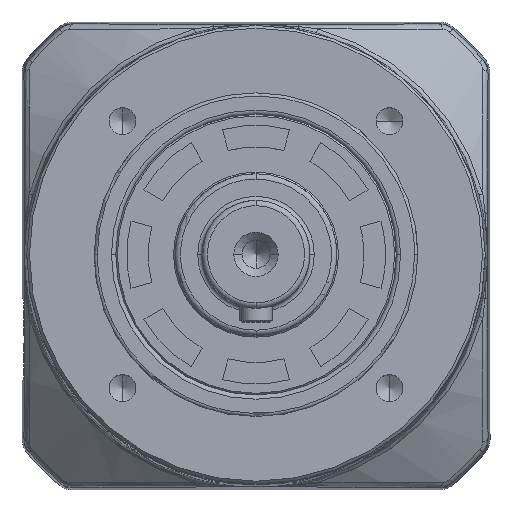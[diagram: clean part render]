
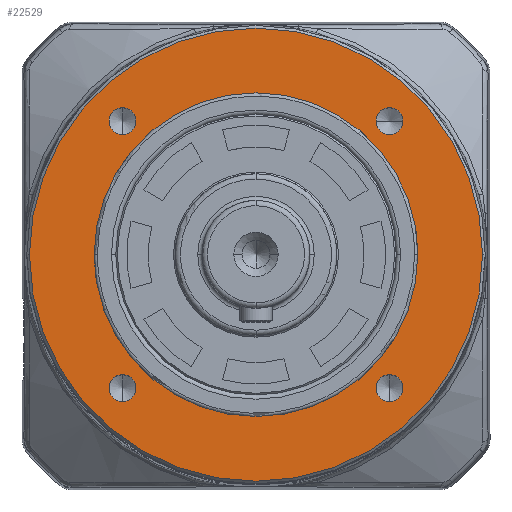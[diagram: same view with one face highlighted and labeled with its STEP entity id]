
A CAD part, top view. The second image highlights one B-rep face of the part: STEP entity #22529.
In plain terms, the highlighted planar face has unit normal (0, 0, 1).
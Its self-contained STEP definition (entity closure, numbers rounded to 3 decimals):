
#53 = ORIENTED_EDGE ( 'NONE', *, *, #26097, .T. ) ;
#1402 = VERTEX_POINT ( 'NONE', #42889 ) ;
#1567 = EDGE_CURVE ( 'NONE', #25823, #24379, #11824, .T. ) ;
#2028 = EDGE_CURVE ( 'NONE', #24379, #25823, #27089, .T. ) ;
#2512 = CARTESIAN_POINT ( 'NONE',  ( 30., 0., 41.5 ) ) ;
#3074 = AXIS2_PLACEMENT_3D ( 'NONE', #23757, #23710, #23652 ) ;
#4381 = FACE_BOUND ( 'NONE', #41858, .T. ) ;
#5662 = VERTEX_POINT ( 'NONE', #15016 ) ;
#7113 = ORIENTED_EDGE ( 'NONE', *, *, #21267, .T. ) ;
#7192 = VERTEX_POINT ( 'NONE', #16515 ) ;
#7883 = EDGE_CURVE ( 'NONE', #46341, #42865, #8715, .T. ) ;
#8715 = CIRCLE ( 'NONE', #9517, 2.5 ) ;
#9086 = DIRECTION ( 'NONE',  ( 1., 0., 0. ) ) ;
#9140 = DIRECTION ( 'NONE',  ( 0., 0., -1. ) ) ;
#9176 = CARTESIAN_POINT ( 'NONE',  ( 24.749, -24.749, 41.5 ) ) ;
#9197 = AXIS2_PLACEMENT_3D ( 'NONE', #22702, #22691, #22627 ) ;
#9517 = AXIS2_PLACEMENT_3D ( 'NONE', #23519, #23503, #23461 ) ;
#9542 = EDGE_CURVE ( 'NONE', #1402, #7192, #13091, .T. ) ;
#9824 = FACE_BOUND ( 'NONE', #44758, .T. ) ;
#9915 = EDGE_CURVE ( 'NONE', #28488, #12584, #20427, .T. ) ;
#10025 = CIRCLE ( 'NONE', #9197, 2.5 ) ;
#10519 = ORIENTED_EDGE ( 'NONE', *, *, #2028, .T. ) ;
#10544 = CIRCLE ( 'NONE', #3074, 2.5 ) ;
#11294 = AXIS2_PLACEMENT_3D ( 'NONE', #48253, #48247, #48203 ) ;
#11326 = CARTESIAN_POINT ( 'NONE',  ( 42., 0., 41.5 ) ) ;
#11824 = CIRCLE ( 'NONE', #39910, 30. ) ;
#12584 = VERTEX_POINT ( 'NONE', #47420 ) ;
#13091 = CIRCLE ( 'NONE', #24250, 2.5 ) ;
#14441 = EDGE_CURVE ( 'NONE', #7192, #1402, #10544, .T. ) ;
#14451 = DIRECTION ( 'NONE',  ( 1., 0., 0. ) ) ;
#14558 = DIRECTION ( 'NONE',  ( 0., 0., -1. ) ) ;
#14616 = CARTESIAN_POINT ( 'NONE',  ( -24.749, -24.749, 41.5 ) ) ;
#15016 = CARTESIAN_POINT ( 'NONE',  ( -27.249, 24.749, 41.5 ) ) ;
#16327 = EDGE_CURVE ( 'NONE', #5662, #26100, #35446, .T. ) ;
#16515 = CARTESIAN_POINT ( 'NONE',  ( 27.249, 24.749, 41.5 ) ) ;
#16881 = ORIENTED_EDGE ( 'NONE', *, *, #44509, .F. ) ;
#17756 = ORIENTED_EDGE ( 'NONE', *, *, #9915, .T. ) ;
#18699 = DIRECTION ( 'NONE',  ( 1., 0., 0. ) ) ;
#18753 = DIRECTION ( 'NONE',  ( 0., 0., -1. ) ) ;
#18763 = CARTESIAN_POINT ( 'NONE',  ( 24.749, 24.749, 41.5 ) ) ;
#19904 = CARTESIAN_POINT ( 'NONE',  ( -22.249, -24.749, 41.5 ) ) ;
#20015 = ORIENTED_EDGE ( 'NONE', *, *, #7883, .T. ) ;
#20427 = CIRCLE ( 'NONE', #36476, 2.5 ) ;
#20446 = DIRECTION ( 'NONE',  ( 0., 0., -1. ) ) ;
#21267 = EDGE_CURVE ( 'NONE', #42865, #46341, #21962, .T. ) ;
#21962 = CIRCLE ( 'NONE', #48827, 2.5 ) ;
#22529 = ADVANCED_FACE ( 'NONE', ( #4381, #38265, #26747, #9824, #27842, #38870 ), #45214, .T. ) ;
#22627 = DIRECTION ( 'NONE',  ( 1., 0., 0. ) ) ;
#22691 = DIRECTION ( 'NONE',  ( 0., 0., -1. ) ) ;
#22702 = CARTESIAN_POINT ( 'NONE',  ( -24.749, 24.749, 41.5 ) ) ;
#22963 = CIRCLE ( 'NONE', #11294, 42. ) ;
#23461 = DIRECTION ( 'NONE',  ( 1., 0., 0. ) ) ;
#23503 = DIRECTION ( 'NONE',  ( 0., 0., -1. ) ) ;
#23519 = CARTESIAN_POINT ( 'NONE',  ( -24.749, -24.749, 41.5 ) ) ;
#23652 = DIRECTION ( 'NONE',  ( 1., 0., 0. ) ) ;
#23710 = DIRECTION ( 'NONE',  ( 0., 0., -1. ) ) ;
#23757 = CARTESIAN_POINT ( 'NONE',  ( 24.749, 24.749, 41.5 ) ) ;
#23782 = DIRECTION ( 'NONE',  ( 1., 0., 0. ) ) ;
#23848 = DIRECTION ( 'NONE',  ( 0., 0., -1. ) ) ;
#23893 = CARTESIAN_POINT ( 'NONE',  ( 0., 0., 41.5 ) ) ;
#23932 = DIRECTION ( 'NONE',  ( 1., 0., 0. ) ) ;
#23942 = DIRECTION ( 'NONE',  ( 0., 0., -1. ) ) ;
#24004 = CARTESIAN_POINT ( 'NONE',  ( -24.749, 24.749, 41.5 ) ) ;
#24250 = AXIS2_PLACEMENT_3D ( 'NONE', #18763, #18753, #18699 ) ;
#24379 = VERTEX_POINT ( 'NONE', #46929 ) ;
#24411 = ORIENTED_EDGE ( 'NONE', *, *, #30364, .F. ) ;
#25823 = VERTEX_POINT ( 'NONE', #2512 ) ;
#25927 = CIRCLE ( 'NONE', #28786, 2.5 ) ;
#26052 = VERTEX_POINT ( 'NONE', #43907 ) ;
#26097 = EDGE_CURVE ( 'NONE', #12584, #28488, #25927, .T. ) ;
#26100 = VERTEX_POINT ( 'NONE', #43798 ) ;
#26212 = AXIS2_PLACEMENT_3D ( 'NONE', #45034, #44859, #44828 ) ;
#26747 = FACE_BOUND ( 'NONE', #46406, .T. ) ;
#27089 = CIRCLE ( 'NONE', #32681, 30. ) ;
#27215 = ORIENTED_EDGE ( 'NONE', *, *, #14441, .T. ) ;
#27629 = AXIS2_PLACEMENT_3D ( 'NONE', #43772, #20446, #47694 ) ;
#27842 = FACE_OUTER_BOUND ( 'NONE', #45976, .T. ) ;
#28488 = VERTEX_POINT ( 'NONE', #39822 ) ;
#28786 = AXIS2_PLACEMENT_3D ( 'NONE', #42583, #42538, #42480 ) ;
#30364 = EDGE_CURVE ( 'NONE', #44298, #26052, #22963, .T. ) ;
#31287 = EDGE_CURVE ( 'NONE', #26100, #5662, #10025, .T. ) ;
#32681 = AXIS2_PLACEMENT_3D ( 'NONE', #23893, #23848, #23782 ) ;
#32989 = ORIENTED_EDGE ( 'NONE', *, *, #9542, .T. ) ;
#35446 = CIRCLE ( 'NONE', #49469, 2.5 ) ;
#36476 = AXIS2_PLACEMENT_3D ( 'NONE', #9176, #9140, #9086 ) ;
#38265 = FACE_BOUND ( 'NONE', #44667, .T. ) ;
#38870 = FACE_BOUND ( 'NONE', #40394, .T. ) ;
#39416 = DIRECTION ( 'NONE',  ( 1., 0., 0. ) ) ;
#39431 = DIRECTION ( 'NONE',  ( 0., 0., -1. ) ) ;
#39477 = CARTESIAN_POINT ( 'NONE',  ( 0., 0., 41.5 ) ) ;
#39773 = ORIENTED_EDGE ( 'NONE', *, *, #16327, .T. ) ;
#39822 = CARTESIAN_POINT ( 'NONE',  ( 22.249, -24.749, 41.5 ) ) ;
#39910 = AXIS2_PLACEMENT_3D ( 'NONE', #39477, #39431, #39416 ) ;
#40236 = CARTESIAN_POINT ( 'NONE',  ( -27.249, -24.749, 41.5 ) ) ;
#40394 = EDGE_LOOP ( 'NONE', ( #44753, #10519 ) ) ;
#40485 = CIRCLE ( 'NONE', #27629, 42. ) ;
#41858 = EDGE_LOOP ( 'NONE', ( #48825, #39773 ) ) ;
#42480 = DIRECTION ( 'NONE',  ( 1., 0., 0. ) ) ;
#42538 = DIRECTION ( 'NONE',  ( 0., 0., -1. ) ) ;
#42583 = CARTESIAN_POINT ( 'NONE',  ( 24.749, -24.749, 41.5 ) ) ;
#42865 = VERTEX_POINT ( 'NONE', #40236 ) ;
#42889 = CARTESIAN_POINT ( 'NONE',  ( 22.249, 24.749, 41.5 ) ) ;
#43772 = CARTESIAN_POINT ( 'NONE',  ( 0., 0., 41.5 ) ) ;
#43798 = CARTESIAN_POINT ( 'NONE',  ( -22.249, 24.749, 41.5 ) ) ;
#43907 = CARTESIAN_POINT ( 'NONE',  ( -42., 0., 41.5 ) ) ;
#44298 = VERTEX_POINT ( 'NONE', #11326 ) ;
#44509 = EDGE_CURVE ( 'NONE', #26052, #44298, #40485, .T. ) ;
#44667 = EDGE_LOOP ( 'NONE', ( #20015, #7113 ) ) ;
#44753 = ORIENTED_EDGE ( 'NONE', *, *, #1567, .T. ) ;
#44758 = EDGE_LOOP ( 'NONE', ( #27215, #32989 ) ) ;
#44828 = DIRECTION ( 'NONE',  ( 1., 0., 0. ) ) ;
#44859 = DIRECTION ( 'NONE',  ( 0., 0., 1. ) ) ;
#45034 = CARTESIAN_POINT ( 'NONE',  ( 0., 0., 41.5 ) ) ;
#45214 = PLANE ( 'NONE',  #26212 ) ;
#45976 = EDGE_LOOP ( 'NONE', ( #16881, #24411 ) ) ;
#46341 = VERTEX_POINT ( 'NONE', #19904 ) ;
#46406 = EDGE_LOOP ( 'NONE', ( #53, #17756 ) ) ;
#46929 = CARTESIAN_POINT ( 'NONE',  ( -30., 0., 41.5 ) ) ;
#47420 = CARTESIAN_POINT ( 'NONE',  ( 27.249, -24.749, 41.5 ) ) ;
#47694 = DIRECTION ( 'NONE',  ( -1., 0., 0. ) ) ;
#48203 = DIRECTION ( 'NONE',  ( -1., 0., 0. ) ) ;
#48247 = DIRECTION ( 'NONE',  ( 0., 0., -1. ) ) ;
#48253 = CARTESIAN_POINT ( 'NONE',  ( 0., 0., 41.5 ) ) ;
#48825 = ORIENTED_EDGE ( 'NONE', *, *, #31287, .T. ) ;
#48827 = AXIS2_PLACEMENT_3D ( 'NONE', #14616, #14558, #14451 ) ;
#49469 = AXIS2_PLACEMENT_3D ( 'NONE', #24004, #23942, #23932 ) ;
